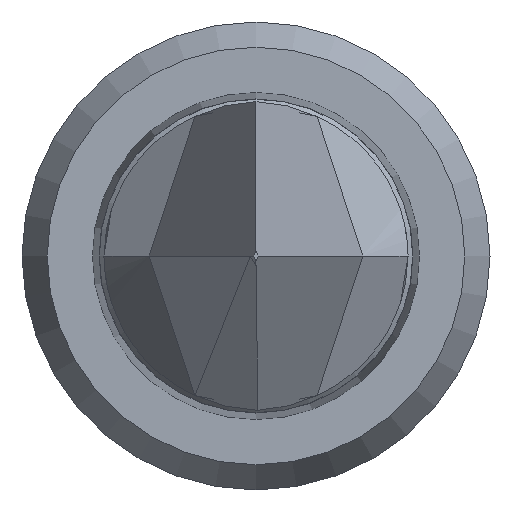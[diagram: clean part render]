
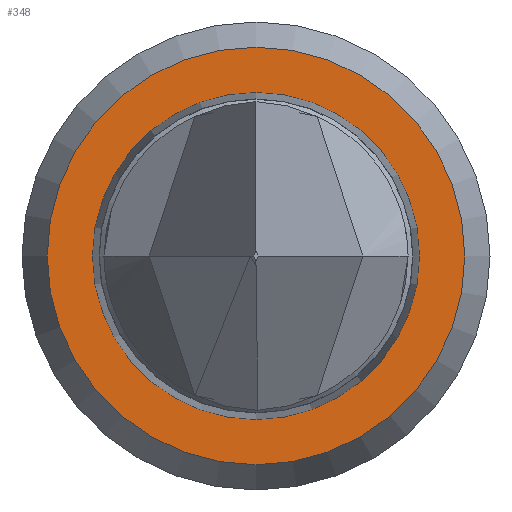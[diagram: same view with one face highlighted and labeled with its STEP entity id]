
A CAD part, left-side view. The second image highlights one B-rep face of the part: STEP entity #348.
In plain terms, the highlighted planar face has unit normal (-1, 0, 0).
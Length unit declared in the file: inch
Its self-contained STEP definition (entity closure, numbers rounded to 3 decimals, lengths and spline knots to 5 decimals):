
#17 = DIRECTION ( 'NONE',  ( 1., 0., 0. ) ) ;
#66 = VERTEX_POINT ( 'NONE', #707 ) ;
#142 = CARTESIAN_POINT ( 'NONE',  ( -0.0565, 0., 0. ) ) ;
#215 = DIRECTION ( 'NONE',  ( 1., 0., 0. ) ) ;
#302 = EDGE_LOOP ( 'NONE', ( #380 ) ) ;
#307 = DIRECTION ( 'NONE',  ( 0., 1., 0. ) ) ;
#343 = CARTESIAN_POINT ( 'NONE',  ( -0.0565, 0.024, 0. ) ) ;
#348 = ADVANCED_FACE ( 'NONE', ( #485, #783 ), #787, .T. ) ;
#380 = ORIENTED_EDGE ( 'NONE', *, *, #591, .T. ) ;
#470 = AXIS2_PLACEMENT_3D ( 'NONE', #142, #215, #812 ) ;
#485 = FACE_BOUND ( 'NONE', #302, .T. ) ;
#552 = DIRECTION ( 'NONE',  ( -1., 0., 0. ) ) ;
#581 = CIRCLE ( 'NONE', #893, 0.024 ) ;
#591 = EDGE_CURVE ( 'NONE', #66, #66, #849, .T. ) ;
#625 = EDGE_CURVE ( 'NONE', #879, #879, #581, .T. ) ;
#639 = EDGE_LOOP ( 'NONE', ( #863 ) ) ;
#707 = CARTESIAN_POINT ( 'NONE',  ( -0.0565, -0.01879, 0. ) ) ;
#783 = FACE_OUTER_BOUND ( 'NONE', #639, .T. ) ;
#787 = PLANE ( 'NONE',  #928 ) ;
#794 = DIRECTION ( 'NONE',  ( 0., -1., 0. ) ) ;
#812 = DIRECTION ( 'NONE',  ( 0., -1., 0. ) ) ;
#849 = CIRCLE ( 'NONE', #470, 0.01879 ) ;
#860 = CARTESIAN_POINT ( 'NONE',  ( -0.0565, 0.024, 0. ) ) ;
#863 = ORIENTED_EDGE ( 'NONE', *, *, #625, .F. ) ;
#879 = VERTEX_POINT ( 'NONE', #343 ) ;
#893 = AXIS2_PLACEMENT_3D ( 'NONE', #902, #17, #307 ) ;
#902 = CARTESIAN_POINT ( 'NONE',  ( -0.0565, 0., 0. ) ) ;
#928 = AXIS2_PLACEMENT_3D ( 'NONE', #860, #552, #794 ) ;
